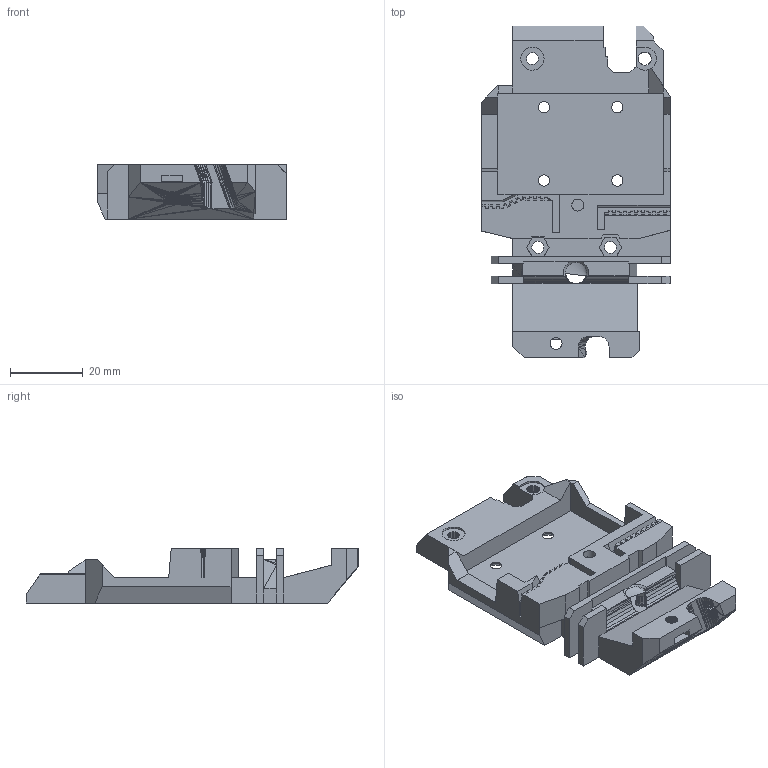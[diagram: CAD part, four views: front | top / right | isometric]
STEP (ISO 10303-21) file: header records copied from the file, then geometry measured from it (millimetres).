
FILE_DESCRIPTION(/* description */ (''),/* implementation_level */ '2;1');
FILE_NAME(/* name */ 'mod-x-carriage.step',/* time_stamp */ '2022-10-31T01:14:52+01:00',/* author */ (''),/* organization */ (''),/* preprocessor_version */ 'ST-DEVELOPER v19.2',/* originating_system */ 'Autodesk Translation Framework v11.17.0.187',/* authorisation */ '');
FILE_SCHEMA (('AUTOMOTIVE_DESIGN { 1 0 10303 214 3 1 1 }'));
Length unit declared in the file: millimetre
Products named in the file (1): mod-x-carriage
Bounding box: 52 x 91.5 x 15.09 mm (x, y, z)
Volume: 26538.2 mm3; surface area: 16350.3 mm2
Topology: 1 solids, 1 shells, 1740 faces, 3835 edges, 2102 vertices
Faces by surface type: plane 1707, bspline 20, cylinder 7, cone 6
Full cylindrical faces by diameter (mm): 3.1 x4, 3.3 x2
Entity records: 45161 total; most frequent: CARTESIAN_POINT 7868, ORIENTED_EDGE 7670, DIRECTION 7279, EDGE_CURVE 3835, LINE 3743, VECTOR 3743, VERTEX_POINT 2102, EDGE_LOOP 1771
